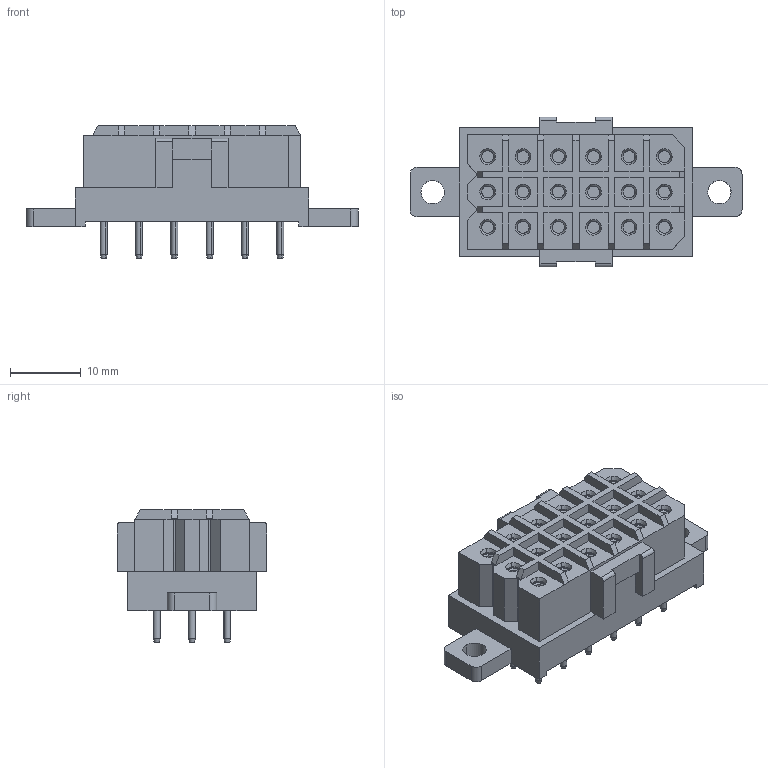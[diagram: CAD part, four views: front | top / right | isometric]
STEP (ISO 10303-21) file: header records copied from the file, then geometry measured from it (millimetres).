
FILE_DESCRIPTION(('CATIA V5 STEP Exchange','CAx-IF Rec.Pracs.--- Model Styling and Organization---1.4--- 2014-01-23'),'2;1');
FILE_NAME ('D1489207_0_1417700000_1417700000.stp','2021-06-09T13:56:18+00:00',('none'),('Weidmueller'),'CATIA Version 5-6 Release 2016 SP3 HF44','CATIA V5 STEP AP214','none');
FILE_SCHEMA(('AUTOMOTIVE_DESIGN { 1 0 10303 214 1 1 1 1 }'));
Length unit declared in the file: millimetre
Products named in the file (1): 1417700000
Bounding box: 47 x 21.2 x 18.8 mm (x, y, z)
Volume: 6746.3 mm3; surface area: 7848 mm2
Topology: 19 solids, 19 shells, 732 faces, 1644 edges, 1026 vertices
Faces by surface type: cylinder 266, plane 250, cone 144, torus 72
Entity records: 20471 total; most frequent: CARTESIAN_POINT 3955, ORIENTED_EDGE 3288, DIRECTION 2825, EDGE_CURVE 1644, AXIS2_PLACEMENT_3D 1339, VERTEX_POINT 1026, VECTOR 858, LINE 858
